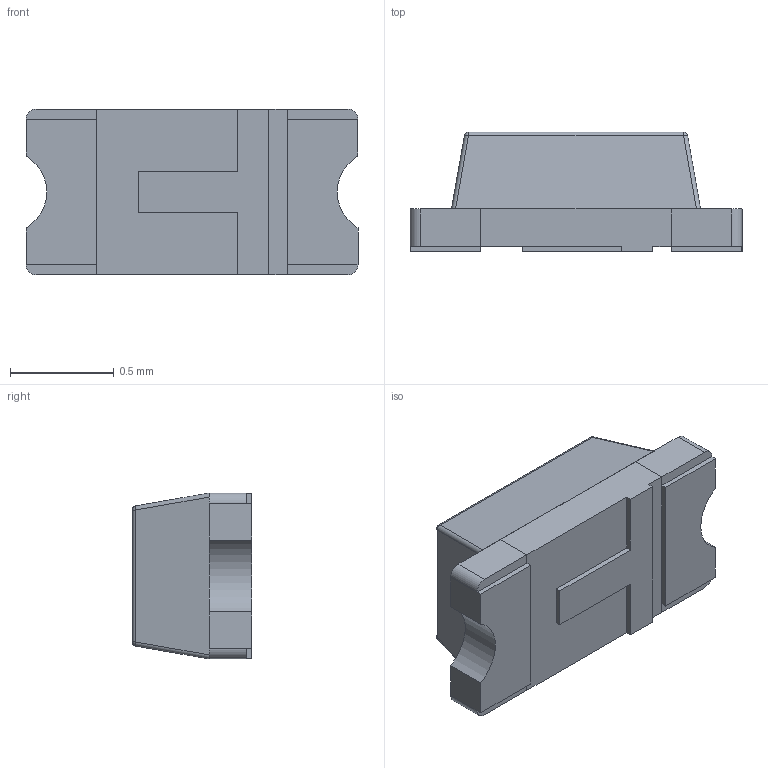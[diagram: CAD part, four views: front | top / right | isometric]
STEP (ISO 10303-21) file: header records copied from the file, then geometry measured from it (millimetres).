
FILE_DESCRIPTION (( 'STEP AP214' ), '1' );
FILE_NAME ('0603 Chip SMD LED (1.6x0.8mm).STEP', '2024-02-13T18:38:19', ( 'M.B.I.' ), ( '' ), 'SwSTEP 2.0', '', '' );
FILE_SCHEMA (( 'AUTOMOTIVE_DESIGN' ));
Length unit declared in the file: millimetre
Products named in the file (1): 0603 Chip SMD LED (1.6x0.8mm)
Bounding box: 1.6 x 0.57 x 0.8 mm (x, y, z)
Volume: 0.6 mm3; surface area: 9.6 mm2
Topology: 6 solids, 15 shells, 260 faces, 661 edges, 432 vertices
Faces by surface type: plane 149, bspline 81, cylinder 26, sphere 4
Entity records: 11227 total; most frequent: CARTESIAN_POINT 4662, ORIENTED_EDGE 1314, DIRECTION 901, EDGE_CURVE 657, VECTOR 437, LINE 437, VERTEX_POINT 432, EDGE_LOOP 267
